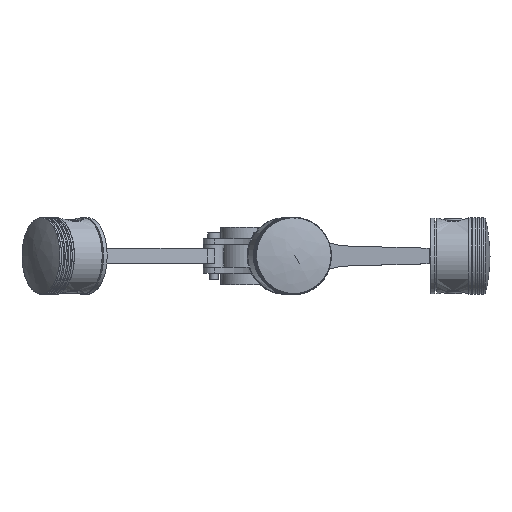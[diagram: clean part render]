
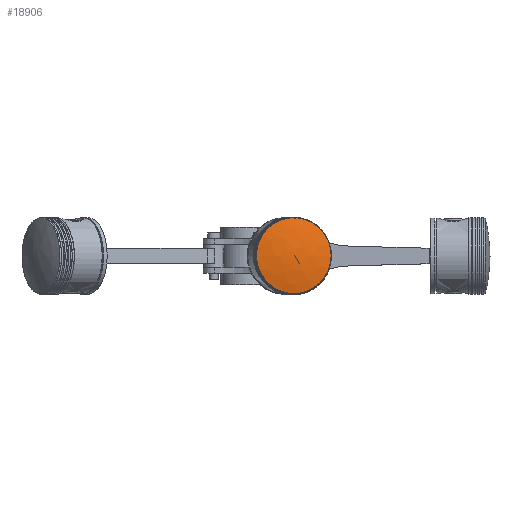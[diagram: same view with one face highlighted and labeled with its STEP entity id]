
A CAD part, top view. The second image highlights one B-rep face of the part: STEP entity #18906.
In plain terms, the highlighted free-form (B-spline) face has degree [2, 2] with [7, 3] control points.
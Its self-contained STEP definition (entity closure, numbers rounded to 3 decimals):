
#18906 = ADVANCED_FACE('',(#18907),#18941,.T.);
#18907 = FACE_BOUND('',#18908,.T.);
#18908 = EDGE_LOOP('',(#18909,#18921,#18932,#18933));
#18909 = ORIENTED_EDGE('',*,*,#18910,.F.);
#18910 = EDGE_CURVE('',#18911,#18913,#18915,.T.);
#18911 = VERTEX_POINT('',#18912);
#18912 = CARTESIAN_POINT('',(114.586,0.,306.09));
#18913 = VERTEX_POINT('',#18914);
#18914 = CARTESIAN_POINT('',(13.126,0.,323.98));
#18915 = ( BOUNDED_CURVE() B_SPLINE_CURVE(2,(#18916,#18917,#18918,#18919
,#18920),.UNSPECIFIED.,.F.,.F.) B_SPLINE_CURVE_WITH_KNOTS((3,2,3),(
    3.142,4.712,6.283),
.PIECEWISE_BEZIER_KNOTS.) CURVE() GEOMETRIC_REPRESENTATION_ITEM() 
RATIONAL_B_SPLINE_CURVE((1.,0.707,1.,0.707,1.)) 
REPRESENTATION_ITEM('') );
#18916 = CARTESIAN_POINT('',(114.586,0.,
    306.09));
#18917 = CARTESIAN_POINT('',(114.586,-51.512,
    306.09));
#18918 = CARTESIAN_POINT('',(63.856,-51.512,
    315.035));
#18919 = CARTESIAN_POINT('',(13.126,-51.512,
    323.98));
#18920 = CARTESIAN_POINT('',(13.126,0.,
    323.98));
#18921 = ORIENTED_EDGE('',*,*,#18922,.F.);
#18922 = EDGE_CURVE('',#18923,#18911,#18925,.T.);
#18923 = VERTEX_POINT('',#18924);
#18924 = CARTESIAN_POINT('',(64.961,0.,321.302));
#18925 = B_SPLINE_CURVE_WITH_KNOTS('',5,(#18926,#18927,#18928,#18929,
    #18930,#18931),.UNSPECIFIED.,.F.,.F.,(6,6),(-1.571,
    -1.325),.PIECEWISE_BEZIER_KNOTS.);
#18926 = CARTESIAN_POINT('',(64.961,0.,
    321.302));
#18927 = CARTESIAN_POINT('',(75.21,0.,
    319.495));
#18928 = CARTESIAN_POINT('',(85.348,0.,
    317.058));
#18929 = CARTESIAN_POINT('',(95.323,0.,
    314.));
#18930 = CARTESIAN_POINT('',(105.085,0.,
    310.337));
#18931 = CARTESIAN_POINT('',(114.586,0.,
    306.09));
#18932 = ORIENTED_EDGE('',*,*,#18922,.T.);
#18933 = ORIENTED_EDGE('',*,*,#18934,.F.);
#18934 = EDGE_CURVE('',#18913,#18911,#18935,.T.);
#18935 = ( BOUNDED_CURVE() B_SPLINE_CURVE(2,(#18936,#18937,#18938,#18939
,#18940),.UNSPECIFIED.,.F.,.F.) B_SPLINE_CURVE_WITH_KNOTS((3,2,3),(0.,
1.571,3.142),.PIECEWISE_BEZIER_KNOTS.) CURVE() 
GEOMETRIC_REPRESENTATION_ITEM() RATIONAL_B_SPLINE_CURVE((1.,
0.707,1.,0.707,1.)) REPRESENTATION_ITEM('') );
#18936 = CARTESIAN_POINT('',(13.126,0.,323.98));
#18937 = CARTESIAN_POINT('',(13.126,51.512,
    323.98));
#18938 = CARTESIAN_POINT('',(63.856,51.512,
    315.035));
#18939 = CARTESIAN_POINT('',(114.586,51.512,
    306.09));
#18940 = CARTESIAN_POINT('',(114.586,0.,
    306.09));
#18941 = ( BOUNDED_SURFACE() B_SPLINE_SURFACE(2,2,(
    (#18942,#18943,#18944)
    ,(#18945,#18946,#18947)
    ,(#18948,#18949,#18950)
    ,(#18951,#18952,#18953)
    ,(#18954,#18955,#18956)
    ,(#18957,#18958,#18959)
    ,(#18960,#18961,#18962
)),.UNSPECIFIED.,.T.,.F.,.F.) B_SPLINE_SURFACE_WITH_KNOTS((1,2,2,2,2,1),
  (3,3),(-2.094,0.,2.094,4.189,6.283,
    8.378),(-1.571,-1.325),.UNSPECIFIED.) 
GEOMETRIC_REPRESENTATION_ITEM() RATIONAL_B_SPLINE_SURFACE((
    (1.,0.992,1.)
    ,(0.5,0.496,0.5)
    ,(1.,0.992,1.)
    ,(0.5,0.496,0.5)
    ,(1.,0.992,1.)
    ,(0.5,0.496,0.5)
,(1.,0.992,1.))) REPRESENTATION_ITEM('') SURFACE() );
#18942 = CARTESIAN_POINT('',(64.961,0.,321.302));
#18943 = CARTESIAN_POINT('',(90.713,0.,316.762));
#18944 = CARTESIAN_POINT('',(114.586,0.,306.09));
#18945 = CARTESIAN_POINT('',(64.961,0.,
    321.302));
#18946 = CARTESIAN_POINT('',(90.713,-45.292,316.762
    ));
#18947 = CARTESIAN_POINT('',(114.586,-89.222,
    306.09));
#18948 = CARTESIAN_POINT('',(64.961,0.,
    321.302));
#18949 = CARTESIAN_POINT('',(52.085,-22.646,
    323.573));
#18950 = CARTESIAN_POINT('',(38.491,-44.611,
    319.507));
#18951 = CARTESIAN_POINT('',(64.961,0.,
    321.302));
#18952 = CARTESIAN_POINT('',(13.457,0.,
    330.384));
#18953 = CARTESIAN_POINT('',(-37.603,0.,
    332.925));
#18954 = CARTESIAN_POINT('',(64.961,0.,
    321.302));
#18955 = CARTESIAN_POINT('',(52.085,22.646,
    323.573));
#18956 = CARTESIAN_POINT('',(38.491,44.611,
    319.507));
#18957 = CARTESIAN_POINT('',(64.961,0.,
    321.302));
#18958 = CARTESIAN_POINT('',(90.713,45.292,
    316.762));
#18959 = CARTESIAN_POINT('',(114.586,89.222,
    306.09));
#18960 = CARTESIAN_POINT('',(64.961,0.,321.302));
#18961 = CARTESIAN_POINT('',(90.713,0.,316.762));
#18962 = CARTESIAN_POINT('',(114.586,0.,306.09));
